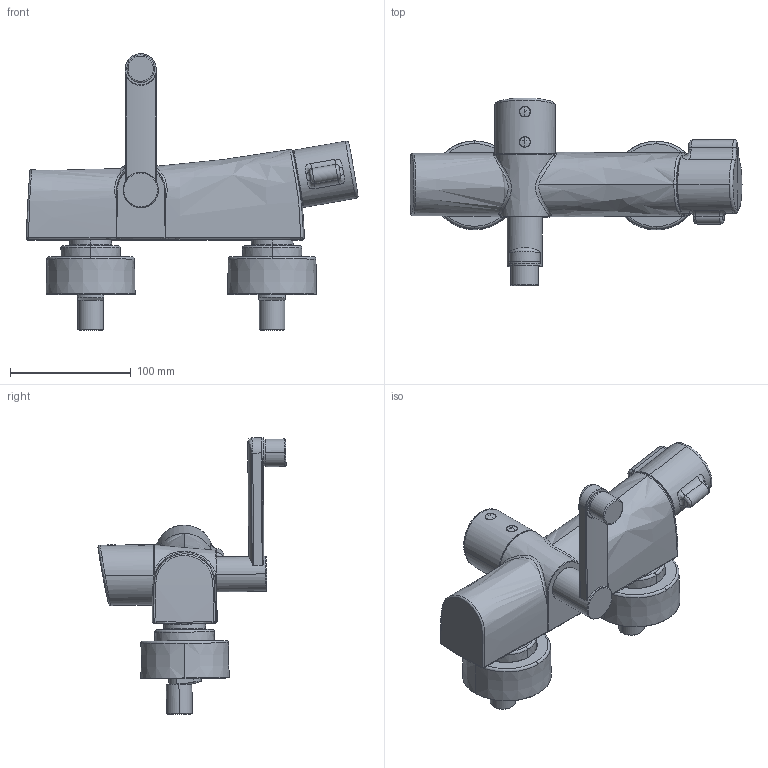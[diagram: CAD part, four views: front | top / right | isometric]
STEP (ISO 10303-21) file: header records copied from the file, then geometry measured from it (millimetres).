
FILE_DESCRIPTION (( 'STEP AP203' ), '1' );
FILE_NAME ('5671U(2020)+08866201(2020).STEP', '2020-03-17T07:46:44', ( '' ), ( '' ), 'SwSTEP 2.0', 'SolidWorks 2016', '' );
FILE_SCHEMA (( 'CONFIG_CONTROL_DESIGN' ));
Length unit declared in the file: millimetre
Products named in the file (1): 5671U(2020)+08866201(2020)
Bounding box: 274.43 x 155.44 x 228.92 mm (x, y, z)
Volume: 1156814.2 mm3; surface area: 144617.4 mm2
Topology: 1 solids, 1 shells, 372 faces, 942 edges, 576 vertices
Faces by surface type: bspline 122, cylinder 80, plane 68, torus 52, cone 47, sphere 3
Entity records: 26672 total; most frequent: CARTESIAN_POINT 18754, ORIENTED_EDGE 1856, DIRECTION 1337, EDGE_CURVE 928, AXIS2_PLACEMENT_3D 577, VERTEX_POINT 576, B_SPLINE_CURVE_WITH_KNOTS 412, EDGE_LOOP 398
